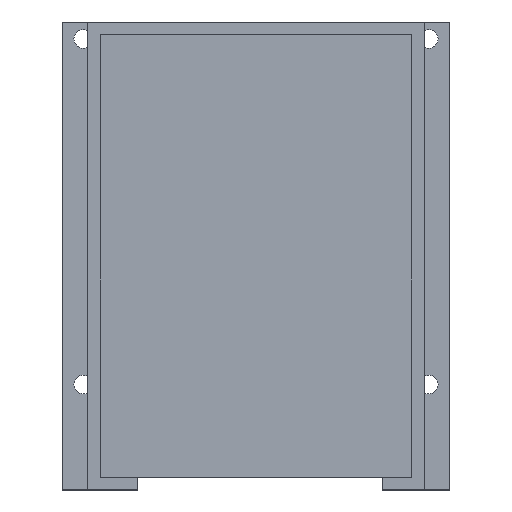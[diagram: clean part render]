
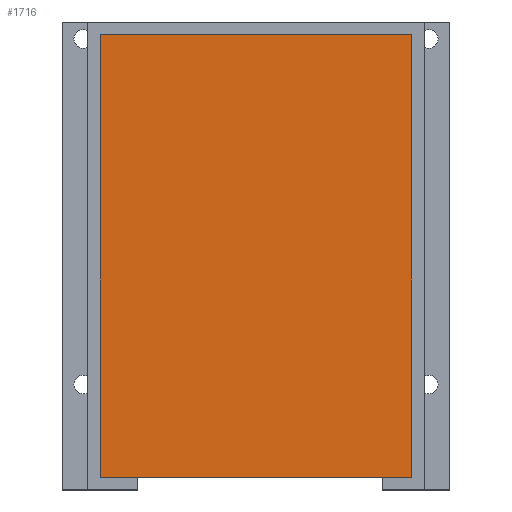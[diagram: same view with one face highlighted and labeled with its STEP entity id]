
A CAD part, top view. The second image highlights one B-rep face of the part: STEP entity #1716.
In plain terms, the highlighted planar face has unit normal (0, 0, 1).
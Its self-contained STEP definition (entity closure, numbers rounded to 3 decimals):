
#1402 = VERTEX_POINT('',#1403);
#1403 = CARTESIAN_POINT('',(1.5,1.5,3.));
#1410 = PLANE('',#1411);
#1411 = AXIS2_PLACEMENT_3D('',#1412,#1413,#1414);
#1412 = CARTESIAN_POINT('',(1.5,1.5,0.5));
#1413 = DIRECTION('',(1.,0.,0.));
#1414 = DIRECTION('',(0.,0.,1.));
#1422 = PLANE('',#1423);
#1423 = AXIS2_PLACEMENT_3D('',#1424,#1425,#1426);
#1424 = CARTESIAN_POINT('',(1.5,1.5,0.5));
#1425 = DIRECTION('',(0.,1.,0.));
#1426 = DIRECTION('',(0.,-0.,1.));
#1463 = VERTEX_POINT('',#1464);
#1464 = CARTESIAN_POINT('',(1.5,54.,3.));
#1478 = PLANE('',#1479);
#1479 = AXIS2_PLACEMENT_3D('',#1480,#1481,#1482);
#1480 = CARTESIAN_POINT('',(1.5,54.,0.5));
#1481 = DIRECTION('',(0.,1.,0.));
#1482 = DIRECTION('',(0.,-0.,1.));
#1490 = EDGE_CURVE('',#1402,#1463,#1491,.T.);
#1491 = SURFACE_CURVE('',#1492,(#1496,#1503),.PCURVE_S1.);
#1492 = LINE('',#1493,#1494);
#1493 = CARTESIAN_POINT('',(1.5,1.5,3.));
#1494 = VECTOR('',#1495,1.);
#1495 = DIRECTION('',(0.,1.,0.));
#1496 = PCURVE('',#1410,#1497);
#1497 = DEFINITIONAL_REPRESENTATION('',(#1498),#1502);
#1498 = LINE('',#1499,#1500);
#1499 = CARTESIAN_POINT('',(2.5,0.));
#1500 = VECTOR('',#1501,1.);
#1501 = DIRECTION('',(0.,-1.));
#1502 = ( GEOMETRIC_REPRESENTATION_CONTEXT(2) 
PARAMETRIC_REPRESENTATION_CONTEXT() REPRESENTATION_CONTEXT('2D SPACE',''
  ) );
#1503 = PCURVE('',#1504,#1509);
#1504 = PLANE('',#1505);
#1505 = AXIS2_PLACEMENT_3D('',#1506,#1507,#1508);
#1506 = CARTESIAN_POINT('',(1.5,1.5,3.));
#1507 = DIRECTION('',(0.,0.,1.));
#1508 = DIRECTION('',(1.,0.,-0.));
#1509 = DEFINITIONAL_REPRESENTATION('',(#1510),#1514);
#1510 = LINE('',#1511,#1512);
#1511 = CARTESIAN_POINT('',(0.,0.));
#1512 = VECTOR('',#1513,1.);
#1513 = DIRECTION('',(0.,1.));
#1514 = ( GEOMETRIC_REPRESENTATION_CONTEXT(2) 
PARAMETRIC_REPRESENTATION_CONTEXT() REPRESENTATION_CONTEXT('2D SPACE',''
  ) );
#1522 = VERTEX_POINT('',#1523);
#1523 = CARTESIAN_POINT('',(38.5,1.5,3.));
#1530 = PLANE('',#1531);
#1531 = AXIS2_PLACEMENT_3D('',#1532,#1533,#1534);
#1532 = CARTESIAN_POINT('',(38.5,1.5,0.5));
#1533 = DIRECTION('',(1.,0.,0.));
#1534 = DIRECTION('',(0.,0.,1.));
#1573 = VERTEX_POINT('',#1574);
#1574 = CARTESIAN_POINT('',(38.5,54.,3.));
#1595 = EDGE_CURVE('',#1522,#1573,#1596,.T.);
#1596 = SURFACE_CURVE('',#1597,(#1601,#1608),.PCURVE_S1.);
#1597 = LINE('',#1598,#1599);
#1598 = CARTESIAN_POINT('',(38.5,1.5,3.));
#1599 = VECTOR('',#1600,1.);
#1600 = DIRECTION('',(0.,1.,0.));
#1601 = PCURVE('',#1530,#1602);
#1602 = DEFINITIONAL_REPRESENTATION('',(#1603),#1607);
#1603 = LINE('',#1604,#1605);
#1604 = CARTESIAN_POINT('',(2.5,0.));
#1605 = VECTOR('',#1606,1.);
#1606 = DIRECTION('',(0.,-1.));
#1607 = ( GEOMETRIC_REPRESENTATION_CONTEXT(2) 
PARAMETRIC_REPRESENTATION_CONTEXT() REPRESENTATION_CONTEXT('2D SPACE',''
  ) );
#1608 = PCURVE('',#1504,#1609);
#1609 = DEFINITIONAL_REPRESENTATION('',(#1610),#1614);
#1610 = LINE('',#1611,#1612);
#1611 = CARTESIAN_POINT('',(37.,0.));
#1612 = VECTOR('',#1613,1.);
#1613 = DIRECTION('',(0.,1.));
#1614 = ( GEOMETRIC_REPRESENTATION_CONTEXT(2) 
PARAMETRIC_REPRESENTATION_CONTEXT() REPRESENTATION_CONTEXT('2D SPACE',''
  ) );
#1641 = EDGE_CURVE('',#1402,#1522,#1642,.T.);
#1642 = SURFACE_CURVE('',#1643,(#1647,#1654),.PCURVE_S1.);
#1643 = LINE('',#1644,#1645);
#1644 = CARTESIAN_POINT('',(1.5,1.5,3.));
#1645 = VECTOR('',#1646,1.);
#1646 = DIRECTION('',(1.,0.,0.));
#1647 = PCURVE('',#1422,#1648);
#1648 = DEFINITIONAL_REPRESENTATION('',(#1649),#1653);
#1649 = LINE('',#1650,#1651);
#1650 = CARTESIAN_POINT('',(2.5,0.));
#1651 = VECTOR('',#1652,1.);
#1652 = DIRECTION('',(0.,1.));
#1653 = ( GEOMETRIC_REPRESENTATION_CONTEXT(2) 
PARAMETRIC_REPRESENTATION_CONTEXT() REPRESENTATION_CONTEXT('2D SPACE',''
  ) );
#1654 = PCURVE('',#1504,#1655);
#1655 = DEFINITIONAL_REPRESENTATION('',(#1656),#1660);
#1656 = LINE('',#1657,#1658);
#1657 = CARTESIAN_POINT('',(0.,0.));
#1658 = VECTOR('',#1659,1.);
#1659 = DIRECTION('',(1.,0.));
#1660 = ( GEOMETRIC_REPRESENTATION_CONTEXT(2) 
PARAMETRIC_REPRESENTATION_CONTEXT() REPRESENTATION_CONTEXT('2D SPACE',''
  ) );
#1688 = EDGE_CURVE('',#1463,#1573,#1689,.T.);
#1689 = SURFACE_CURVE('',#1690,(#1694,#1701),.PCURVE_S1.);
#1690 = LINE('',#1691,#1692);
#1691 = CARTESIAN_POINT('',(1.5,54.,3.));
#1692 = VECTOR('',#1693,1.);
#1693 = DIRECTION('',(1.,0.,0.));
#1694 = PCURVE('',#1478,#1695);
#1695 = DEFINITIONAL_REPRESENTATION('',(#1696),#1700);
#1696 = LINE('',#1697,#1698);
#1697 = CARTESIAN_POINT('',(2.5,0.));
#1698 = VECTOR('',#1699,1.);
#1699 = DIRECTION('',(0.,1.));
#1700 = ( GEOMETRIC_REPRESENTATION_CONTEXT(2) 
PARAMETRIC_REPRESENTATION_CONTEXT() REPRESENTATION_CONTEXT('2D SPACE',''
  ) );
#1701 = PCURVE('',#1504,#1702);
#1702 = DEFINITIONAL_REPRESENTATION('',(#1703),#1707);
#1703 = LINE('',#1704,#1705);
#1704 = CARTESIAN_POINT('',(0.,52.5));
#1705 = VECTOR('',#1706,1.);
#1706 = DIRECTION('',(1.,0.));
#1707 = ( GEOMETRIC_REPRESENTATION_CONTEXT(2) 
PARAMETRIC_REPRESENTATION_CONTEXT() REPRESENTATION_CONTEXT('2D SPACE',''
  ) );
#1716 = ADVANCED_FACE('',(#1717),#1504,.T.);
#1717 = FACE_BOUND('',#1718,.T.);
#1718 = EDGE_LOOP('',(#1719,#1720,#1721,#1722));
#1719 = ORIENTED_EDGE('',*,*,#1490,.F.);
#1720 = ORIENTED_EDGE('',*,*,#1641,.T.);
#1721 = ORIENTED_EDGE('',*,*,#1595,.T.);
#1722 = ORIENTED_EDGE('',*,*,#1688,.F.);
